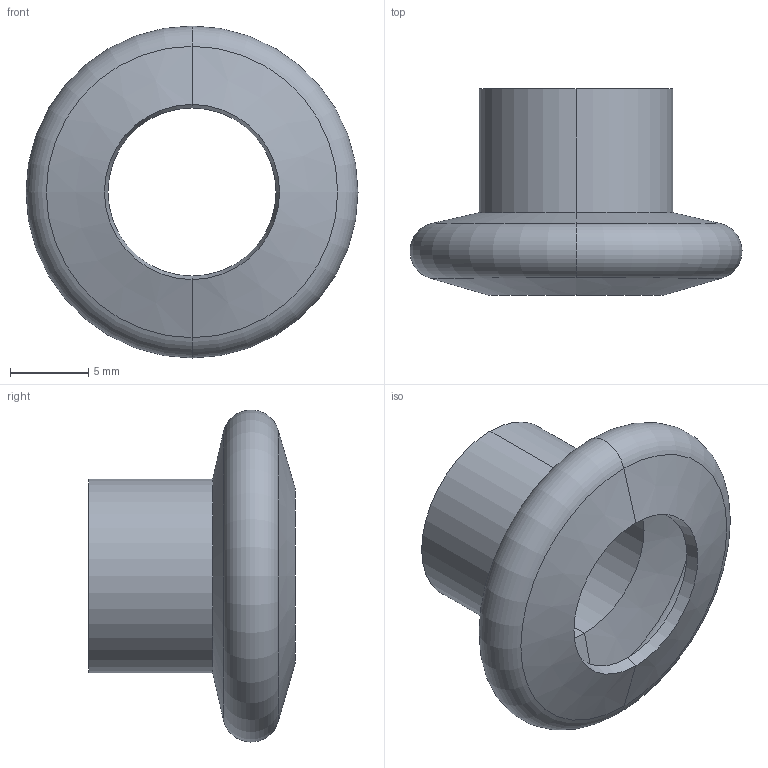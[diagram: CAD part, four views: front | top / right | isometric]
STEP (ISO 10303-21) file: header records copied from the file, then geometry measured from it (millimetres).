
FILE_DESCRIPTION (( 'STEP AP214' ), '1' );
FILE_NAME ('TwoBellow_up.STEP', '2020-08-10T06:52:00', ( '' ), ( '' ), 'SwSTEP 2.0', 'SolidWorks 2019', '' );
FILE_SCHEMA (( 'AUTOMOTIVE_DESIGN' ));
Length unit declared in the file: millimetre
Products named in the file (1): TwoBellow_up
Bounding box: 21.15 x 13.14 x 21.15 mm (x, y, z)
Volume: 688.6 mm3; surface area: 1778.9 mm2
Topology: 1 solids, 1 shells, 19 faces, 38 edges, 20 vertices
Faces by surface type: cone 10, torus 4, cylinder 4, plane 1
Entity records: 526 total; most frequent: DIRECTION 102, CARTESIAN_POINT 78, ORIENTED_EDGE 76, AXIS2_PLACEMENT_3D 44, EDGE_CURVE 38, CIRCLE 24, EDGE_LOOP 20, VERTEX_POINT 20
